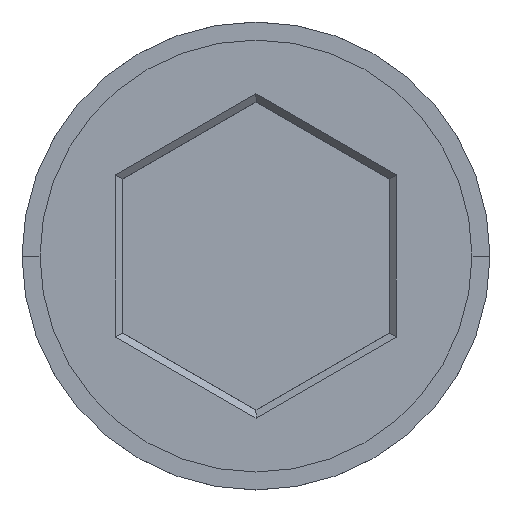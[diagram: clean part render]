
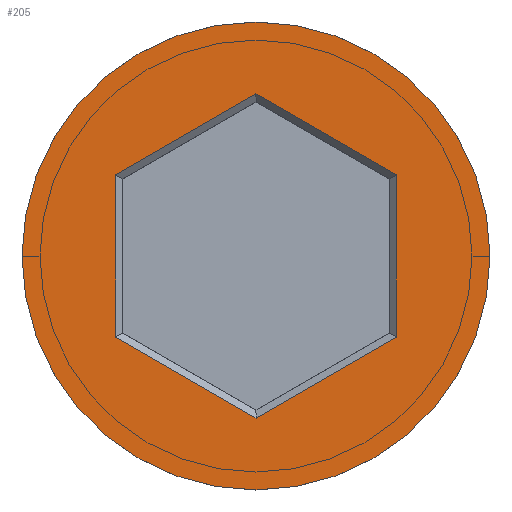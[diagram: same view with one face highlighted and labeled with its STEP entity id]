
A CAD part, top view. The second image highlights one B-rep face of the part: STEP entity #205.
In plain terms, the highlighted planar face has unit normal (0, 0, 1).
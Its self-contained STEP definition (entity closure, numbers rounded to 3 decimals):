
#4 = VECTOR ( 'NONE', #1029, 1000. ) ;
#30 = VECTOR ( 'NONE', #1104, 1000. ) ;
#34 = AXIS2_PLACEMENT_3D ( 'NONE', #400, #1460, #430 ) ;
#60 = EDGE_CURVE ( 'NONE', #1459, #1205, #873, .T. ) ;
#61 = DIRECTION ( 'NONE',  ( 0.866, -0.5, 0. ) ) ;
#68 = VERTEX_POINT ( 'NONE', #1336 ) ;
#69 = CARTESIAN_POINT ( 'NONE',  ( 0.1, -4.446, 0. ) ) ;
#132 = DIRECTION ( 'NONE',  ( 0., 0., 1. ) ) ;
#150 = VECTOR ( 'NONE', #781, 1000. ) ;
#154 = EDGE_CURVE ( 'NONE', #1205, #875, #1262, .T. ) ;
#191 = CARTESIAN_POINT ( 'NONE',  ( 3.8, 2.309, 0. ) ) ;
#199 = CARTESIAN_POINT ( 'NONE',  ( 3.9, 2.252, 0. ) ) ;
#205 = ADVANCED_FACE ( 'NONE', ( #258, #840 ), #1180, .T. ) ;
#226 = CARTESIAN_POINT ( 'NONE',  ( 3.9, -2.136, 0. ) ) ;
#237 = CARTESIAN_POINT ( 'NONE',  ( -3.9, 2.136, 0. ) ) ;
#258 = FACE_BOUND ( 'NONE', #965, .T. ) ;
#262 = ORIENTED_EDGE ( 'NONE', *, *, #154, .T. ) ;
#286 = ORIENTED_EDGE ( 'NONE', *, *, #503, .T. ) ;
#307 = DIRECTION ( 'NONE',  ( 0.866, 0.5, 0. ) ) ;
#309 = CARTESIAN_POINT ( 'NONE',  ( 0., 0., 0. ) ) ;
#312 = VERTEX_POINT ( 'NONE', #1147 ) ;
#367 = LINE ( 'NONE', #237, #4 ) ;
#400 = CARTESIAN_POINT ( 'NONE',  ( 0., 0., 0. ) ) ;
#430 = DIRECTION ( 'NONE',  ( 1., 0., 0. ) ) ;
#438 = DIRECTION ( 'NONE',  ( 1., 0., 0. ) ) ;
#472 = CARTESIAN_POINT ( 'NONE',  ( 0., 0., 0. ) ) ;
#485 = VECTOR ( 'NONE', #838, 1000. ) ;
#503 = EDGE_CURVE ( 'NONE', #1015, #312, #715, .T. ) ;
#527 = EDGE_CURVE ( 'NONE', #1170, #1295, #676, .T. ) ;
#569 = EDGE_CURVE ( 'NONE', #68, #1459, #876, .T. ) ;
#571 = CARTESIAN_POINT ( 'NONE',  ( 3.9, -2.252, 0. ) ) ;
#575 = AXIS2_PLACEMENT_3D ( 'NONE', #472, #132, #1285 ) ;
#597 = VECTOR ( 'NONE', #61, 1000. ) ;
#603 = LINE ( 'NONE', #69, #30 ) ;
#643 = CARTESIAN_POINT ( 'NONE',  ( -6.5, 0., 0. ) ) ;
#676 = CIRCLE ( 'NONE', #34, 6.5 ) ;
#715 = LINE ( 'NONE', #956, #485 ) ;
#744 = EDGE_CURVE ( 'NONE', #1295, #1170, #923, .T. ) ;
#745 = ORIENTED_EDGE ( 'NONE', *, *, #744, .T. ) ;
#781 = DIRECTION ( 'NONE',  ( 0., -1., 0. ) ) ;
#782 = DIRECTION ( 'NONE',  ( 0., 0., 1. ) ) ;
#838 = DIRECTION ( 'NONE',  ( -0.866, 0.5, 0. ) ) ;
#840 = FACE_OUTER_BOUND ( 'NONE', #1056, .T. ) ;
#858 = ORIENTED_EDGE ( 'NONE', *, *, #1075, .T. ) ;
#863 = CARTESIAN_POINT ( 'NONE',  ( 0., 4.503, 0. ) ) ;
#873 = LINE ( 'NONE', #191, #597 ) ;
#875 = VERTEX_POINT ( 'NONE', #571 ) ;
#876 = LINE ( 'NONE', #1339, #1446 ) ;
#923 = CIRCLE ( 'NONE', #1354, 6.5 ) ;
#956 = CARTESIAN_POINT ( 'NONE',  ( -3.8, -2.309, 0. ) ) ;
#965 = EDGE_LOOP ( 'NONE', ( #286, #1296, #1429, #1096, #262, #858 ) ) ;
#1015 = VERTEX_POINT ( 'NONE', #1199 ) ;
#1029 = DIRECTION ( 'NONE',  ( 0., 1., 0. ) ) ;
#1056 = EDGE_LOOP ( 'NONE', ( #745, #1402 ) ) ;
#1075 = EDGE_CURVE ( 'NONE', #875, #1015, #603, .T. ) ;
#1096 = ORIENTED_EDGE ( 'NONE', *, *, #60, .T. ) ;
#1104 = DIRECTION ( 'NONE',  ( -0.866, -0.5, 0. ) ) ;
#1147 = CARTESIAN_POINT ( 'NONE',  ( -3.9, -2.252, 0. ) ) ;
#1170 = VERTEX_POINT ( 'NONE', #643 ) ;
#1180 = PLANE ( 'NONE',  #575 ) ;
#1199 = CARTESIAN_POINT ( 'NONE',  ( 0., -4.503, 0. ) ) ;
#1205 = VERTEX_POINT ( 'NONE', #199 ) ;
#1262 = LINE ( 'NONE', #226, #150 ) ;
#1285 = DIRECTION ( 'NONE',  ( 1., 0., 0. ) ) ;
#1295 = VERTEX_POINT ( 'NONE', #1377 ) ;
#1296 = ORIENTED_EDGE ( 'NONE', *, *, #1323, .T. ) ;
#1323 = EDGE_CURVE ( 'NONE', #312, #68, #367, .T. ) ;
#1336 = CARTESIAN_POINT ( 'NONE',  ( -3.9, 2.252, 0. ) ) ;
#1339 = CARTESIAN_POINT ( 'NONE',  ( -0.1, 4.446, 0. ) ) ;
#1354 = AXIS2_PLACEMENT_3D ( 'NONE', #309, #782, #438 ) ;
#1377 = CARTESIAN_POINT ( 'NONE',  ( 6.5, 0., 0. ) ) ;
#1402 = ORIENTED_EDGE ( 'NONE', *, *, #527, .T. ) ;
#1429 = ORIENTED_EDGE ( 'NONE', *, *, #569, .T. ) ;
#1446 = VECTOR ( 'NONE', #307, 1000. ) ;
#1459 = VERTEX_POINT ( 'NONE', #863 ) ;
#1460 = DIRECTION ( 'NONE',  ( 0., 0., 1. ) ) ;
